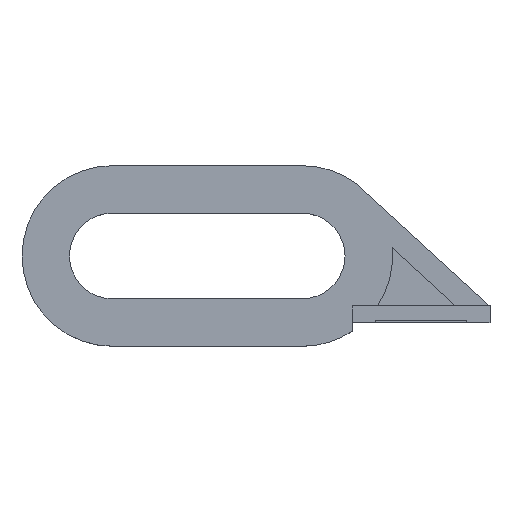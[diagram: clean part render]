
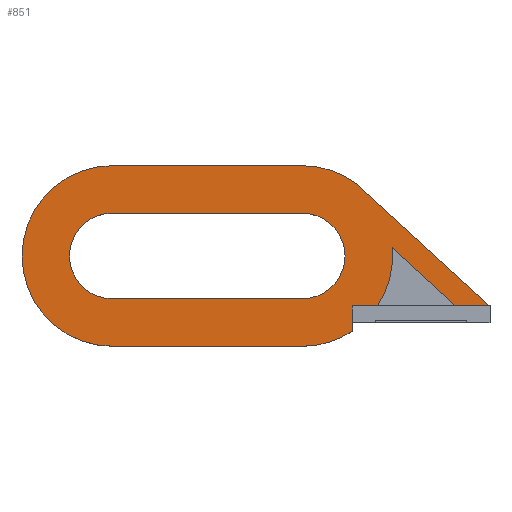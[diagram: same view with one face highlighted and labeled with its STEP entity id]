
A CAD part, top view. The second image highlights one B-rep face of the part: STEP entity #851.
In plain terms, the highlighted planar face has unit normal (0, 0, 1).
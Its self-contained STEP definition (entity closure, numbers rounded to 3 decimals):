
#25 = DIRECTION ( 'NONE',  ( 0., -1., 0. ) ) ;
#28 = CIRCLE ( 'NONE', #753, 9. ) ;
#34 = ORIENTED_EDGE ( 'NONE', *, *, #955, .F. ) ;
#43 = VERTEX_POINT ( 'NONE', #105 ) ;
#50 = VECTOR ( 'NONE', #232, 1000. ) ;
#58 = DIRECTION ( 'NONE',  ( -1., 0., 0. ) ) ;
#67 = LINE ( 'NONE', #453, #489 ) ;
#73 = ORIENTED_EDGE ( 'NONE', *, *, #835, .F. ) ;
#87 = CARTESIAN_POINT ( 'NONE',  ( 0., -5.483, 3. ) ) ;
#92 = DIRECTION ( 'NONE',  ( -1., 0., 0. ) ) ;
#100 = ORIENTED_EDGE ( 'NONE', *, *, #1454, .T. ) ;
#105 = CARTESIAN_POINT ( 'NONE',  ( -84., 13.517, 3. ) ) ;
#121 = CARTESIAN_POINT ( 'NONE',  ( 0., 3., 3. ) ) ;
#131 = ORIENTED_EDGE ( 'NONE', *, *, #1291, .F. ) ;
#168 = CARTESIAN_POINT ( 'NONE',  ( -65., 4.517, 3. ) ) ;
#183 = CARTESIAN_POINT ( 'NONE',  ( 7.283, 3., 3. ) ) ;
#192 = CARTESIAN_POINT ( 'NONE',  ( -14.5, 0., 3. ) ) ;
#196 = VERTEX_POINT ( 'NONE', #183 ) ;
#200 = EDGE_CURVE ( 'NONE', #1252, #259, #1140, .T. ) ;
#210 = DIRECTION ( 'NONE',  ( -1., 0., 0. ) ) ;
#216 = CARTESIAN_POINT ( 'NONE',  ( -65., 22.517, 3. ) ) ;
#220 = CARTESIAN_POINT ( 'NONE',  ( -14.5, 3., 3. ) ) ;
#223 = DIRECTION ( 'NONE',  ( 0., 0., 1. ) ) ;
#232 = DIRECTION ( 'NONE',  ( 1., 0., 0. ) ) ;
#246 = ORIENTED_EDGE ( 'NONE', *, *, #1224, .T. ) ;
#259 = VERTEX_POINT ( 'NONE', #570 ) ;
#263 = DIRECTION ( 'NONE',  ( 0., 0., 1. ) ) ;
#266 = CIRCLE ( 'NONE', #1229, 19. ) ;
#268 = CARTESIAN_POINT ( 'NONE',  ( 0., 0., 3. ) ) ;
#285 = LINE ( 'NONE', #750, #1422 ) ;
#290 = AXIS2_PLACEMENT_3D ( 'NONE', #292, #760, #634 ) ;
#292 = CARTESIAN_POINT ( 'NONE',  ( -65., 13.517, 3. ) ) ;
#298 = CARTESIAN_POINT ( 'NONE',  ( -14.5, -0.5, 3. ) ) ;
#300 = DIRECTION ( 'NONE',  ( 0., 0., 1. ) ) ;
#302 = DIRECTION ( 'NONE',  ( 1., 0., 0. ) ) ;
#314 = CIRCLE ( 'NONE', #606, 9. ) ;
#316 = CIRCLE ( 'NONE', #1489, 19. ) ;
#317 = DIRECTION ( 'NONE',  ( 1., 0., 0. ) ) ;
#342 = EDGE_CURVE ( 'NONE', #1392, #1182, #266, .T. ) ;
#344 = CIRCLE ( 'NONE', #925, 19. ) ;
#355 = CARTESIAN_POINT ( 'NONE',  ( 0., 32.517, 3. ) ) ;
#366 = VECTOR ( 'NONE', #58, 1000. ) ;
#371 = VECTOR ( 'NONE', #1423, 1000. ) ;
#373 = AXIS2_PLACEMENT_3D ( 'NONE', #1443, #629, #1194 ) ;
#380 = CARTESIAN_POINT ( 'NONE',  ( -25., -5.483, 3. ) ) ;
#430 = ORIENTED_EDGE ( 'NONE', *, *, #1021, .F. ) ;
#431 = ORIENTED_EDGE ( 'NONE', *, *, #576, .T. ) ;
#442 = ORIENTED_EDGE ( 'NONE', *, *, #1044, .T. ) ;
#453 = CARTESIAN_POINT ( 'NONE',  ( 0., 4.517, 3. ) ) ;
#456 = DIRECTION ( 'NONE',  ( 1., 0., 0. ) ) ;
#467 = AXIS2_PLACEMENT_3D ( 'NONE', #1309, #263, #612 ) ;
#475 = LINE ( 'NONE', #355, #923 ) ;
#476 = ORIENTED_EDGE ( 'NONE', *, *, #200, .F. ) ;
#489 = VECTOR ( 'NONE', #210, 1000. ) ;
#491 = CARTESIAN_POINT ( 'NONE',  ( -9.176, 3., 3. ) ) ;
#502 = CARTESIAN_POINT ( 'NONE',  ( 8.089, 8.843, 3. ) ) ;
#511 = EDGE_CURVE ( 'NONE', #938, #550, #961, .T. ) ;
#540 = CARTESIAN_POINT ( 'NONE',  ( -25., 4.517, 3. ) ) ;
#550 = VERTEX_POINT ( 'NONE', #1113 ) ;
#562 = VERTEX_POINT ( 'NONE', #770 ) ;
#568 = VERTEX_POINT ( 'NONE', #1119 ) ;
#570 = CARTESIAN_POINT ( 'NONE',  ( -65., -5.483, 3. ) ) ;
#573 = VERTEX_POINT ( 'NONE', #540 ) ;
#574 = ORIENTED_EDGE ( 'NONE', *, *, #1412, .T. ) ;
#576 = EDGE_CURVE ( 'NONE', #1511, #937, #763, .T. ) ;
#580 = VECTOR ( 'NONE', #92, 1000. ) ;
#604 = AXIS2_PLACEMENT_3D ( 'NONE', #268, #637, #1096 ) ;
#606 = AXIS2_PLACEMENT_3D ( 'NONE', #765, #223, #456 ) ;
#612 = DIRECTION ( 'NONE',  ( 1., 0., 0. ) ) ;
#627 = CIRCLE ( 'NONE', #467, 9. ) ;
#629 = DIRECTION ( 'NONE',  ( 0., 0., 1. ) ) ;
#634 = DIRECTION ( 'NONE',  ( 1., 0., 0. ) ) ;
#637 = DIRECTION ( 'NONE',  ( 0., 0., 1. ) ) ;
#647 = CARTESIAN_POINT ( 'NONE',  ( -74., 13.517, 3. ) ) ;
#655 = EDGE_CURVE ( 'NONE', #1182, #568, #475, .T. ) ;
#683 = VERTEX_POINT ( 'NONE', #216 ) ;
#750 = CARTESIAN_POINT ( 'NONE',  ( 4.812, 5.26, 3. ) ) ;
#753 = AXIS2_PLACEMENT_3D ( 'NONE', #883, #300, #768 ) ;
#760 = DIRECTION ( 'NONE',  ( 0., 0., 1. ) ) ;
#763 = LINE ( 'NONE', #1348, #1455 ) ;
#765 = CARTESIAN_POINT ( 'NONE',  ( -65., 13.517, 3. ) ) ;
#768 = DIRECTION ( 'NONE',  ( 1., 0., 0. ) ) ;
#770 = CARTESIAN_POINT ( 'NONE',  ( 14.476, 3., 3. ) ) ;
#787 = CARTESIAN_POINT ( 'NONE',  ( 0., 22.517, 3. ) ) ;
#834 = PLANE ( 'NONE',  #604 ) ;
#835 = EDGE_CURVE ( 'NONE', #683, #1521, #28, .T. ) ;
#838 = DIRECTION ( 'NONE',  ( 0., 0., 1. ) ) ;
#851 = ADVANCED_FACE ( 'NONE', ( #1418, #1304 ), #834, .T. ) ;
#855 = LINE ( 'NONE', #502, #371 ) ;
#858 = DIRECTION ( 'NONE',  ( 0., 0., 1. ) ) ;
#867 = CARTESIAN_POINT ( 'NONE',  ( -25., 22.517, 3. ) ) ;
#874 = DIRECTION ( 'NONE',  ( -0.738, 0.675, 0. ) ) ;
#883 = CARTESIAN_POINT ( 'NONE',  ( -65., 13.517, 3. ) ) ;
#892 = DIRECTION ( 'NONE',  ( 0., 0., 1. ) ) ;
#897 = ORIENTED_EDGE ( 'NONE', *, *, #342, .T. ) ;
#904 = ORIENTED_EDGE ( 'NONE', *, *, #1444, .T. ) ;
#923 = VECTOR ( 'NONE', #1269, 1000. ) ;
#925 = AXIS2_PLACEMENT_3D ( 'NONE', #1131, #892, #317 ) ;
#936 = EDGE_CURVE ( 'NONE', #562, #1392, #855, .T. ) ;
#937 = VERTEX_POINT ( 'NONE', #491 ) ;
#938 = VERTEX_POINT ( 'NONE', #298 ) ;
#951 = CIRCLE ( 'NONE', #290, 19. ) ;
#955 = EDGE_CURVE ( 'NONE', #1020, #683, #1089, .T. ) ;
#961 = LINE ( 'NONE', #1080, #1010 ) ;
#962 = ORIENTED_EDGE ( 'NONE', *, *, #511, .F. ) ;
#963 = DIRECTION ( 'NONE',  ( 1., 0., 0. ) ) ;
#1010 = VECTOR ( 'NONE', #25, 1000. ) ;
#1014 = CIRCLE ( 'NONE', #373, 19. ) ;
#1019 = CARTESIAN_POINT ( 'NONE',  ( -6.076, 15.22, 3. ) ) ;
#1020 = VERTEX_POINT ( 'NONE', #867 ) ;
#1021 = EDGE_CURVE ( 'NONE', #1521, #1333, #314, .T. ) ;
#1044 = EDGE_CURVE ( 'NONE', #568, #43, #344, .T. ) ;
#1045 = CARTESIAN_POINT ( 'NONE',  ( -25., 13.517, 3. ) ) ;
#1065 = EDGE_LOOP ( 'NONE', ( #73, #34, #131, #100, #430 ) ) ;
#1080 = CARTESIAN_POINT ( 'NONE',  ( -14.5, 0., 3. ) ) ;
#1081 = CARTESIAN_POINT ( 'NONE',  ( -25., 13.517, 3. ) ) ;
#1089 = LINE ( 'NONE', #787, #580 ) ;
#1096 = DIRECTION ( 'NONE',  ( 1., 0., 0. ) ) ;
#1097 = VERTEX_POINT ( 'NONE', #1019 ) ;
#1113 = CARTESIAN_POINT ( 'NONE',  ( -14.5, -2.318, 3. ) ) ;
#1119 = CARTESIAN_POINT ( 'NONE',  ( -65., 32.517, 3. ) ) ;
#1131 = CARTESIAN_POINT ( 'NONE',  ( -65., 13.517, 3. ) ) ;
#1138 = ORIENTED_EDGE ( 'NONE', *, *, #1338, .T. ) ;
#1140 = LINE ( 'NONE', #87, #366 ) ;
#1179 = LINE ( 'NONE', #121, #50 ) ;
#1182 = VERTEX_POINT ( 'NONE', #1401 ) ;
#1194 = DIRECTION ( 'NONE',  ( 1., 0., 0. ) ) ;
#1224 = EDGE_CURVE ( 'NONE', #196, #562, #1179, .T. ) ;
#1229 = AXIS2_PLACEMENT_3D ( 'NONE', #1045, #838, #1294 ) ;
#1238 = ORIENTED_EDGE ( 'NONE', *, *, #1435, .F. ) ;
#1252 = VERTEX_POINT ( 'NONE', #380 ) ;
#1259 = ORIENTED_EDGE ( 'NONE', *, *, #936, .T. ) ;
#1269 = DIRECTION ( 'NONE',  ( -1., 0., 0. ) ) ;
#1271 = ORIENTED_EDGE ( 'NONE', *, *, #1464, .F. ) ;
#1291 = EDGE_CURVE ( 'NONE', #573, #1020, #627, .T. ) ;
#1294 = DIRECTION ( 'NONE',  ( 1., 0., 0. ) ) ;
#1304 = FACE_BOUND ( 'NONE', #1065, .T. ) ;
#1309 = CARTESIAN_POINT ( 'NONE',  ( -25., 13.517, 3. ) ) ;
#1333 = VERTEX_POINT ( 'NONE', #168 ) ;
#1338 = EDGE_CURVE ( 'NONE', #937, #1097, #316, .T. ) ;
#1340 = CARTESIAN_POINT ( 'NONE',  ( -13.799, 28.864, 3. ) ) ;
#1341 = VECTOR ( 'NONE', #1384, 1000. ) ;
#1343 = ORIENTED_EDGE ( 'NONE', *, *, #655, .T. ) ;
#1348 = CARTESIAN_POINT ( 'NONE',  ( 0., 3., 3. ) ) ;
#1384 = DIRECTION ( 'NONE',  ( 0., -1., 0. ) ) ;
#1392 = VERTEX_POINT ( 'NONE', #1340 ) ;
#1401 = CARTESIAN_POINT ( 'NONE',  ( -25., 32.517, 3. ) ) ;
#1412 = EDGE_CURVE ( 'NONE', #1252, #550, #1014, .T. ) ;
#1418 = FACE_OUTER_BOUND ( 'NONE', #1497, .T. ) ;
#1422 = VECTOR ( 'NONE', #874, 1000. ) ;
#1423 = DIRECTION ( 'NONE',  ( -0.738, 0.675, 0. ) ) ;
#1435 = EDGE_CURVE ( 'NONE', #196, #1097, #285, .T. ) ;
#1443 = CARTESIAN_POINT ( 'NONE',  ( -25., 13.517, 3. ) ) ;
#1444 = EDGE_CURVE ( 'NONE', #43, #259, #951, .T. ) ;
#1454 = EDGE_CURVE ( 'NONE', #573, #1333, #67, .T. ) ;
#1455 = VECTOR ( 'NONE', #302, 1000. ) ;
#1464 = EDGE_CURVE ( 'NONE', #1511, #938, #1500, .T. ) ;
#1489 = AXIS2_PLACEMENT_3D ( 'NONE', #1081, #858, #963 ) ;
#1497 = EDGE_LOOP ( 'NONE', ( #431, #1138, #1238, #246, #1259, #897, #1343, #442, #904, #476, #574, #962, #1271 ) ) ;
#1500 = LINE ( 'NONE', #192, #1341 ) ;
#1511 = VERTEX_POINT ( 'NONE', #220 ) ;
#1521 = VERTEX_POINT ( 'NONE', #647 ) ;
